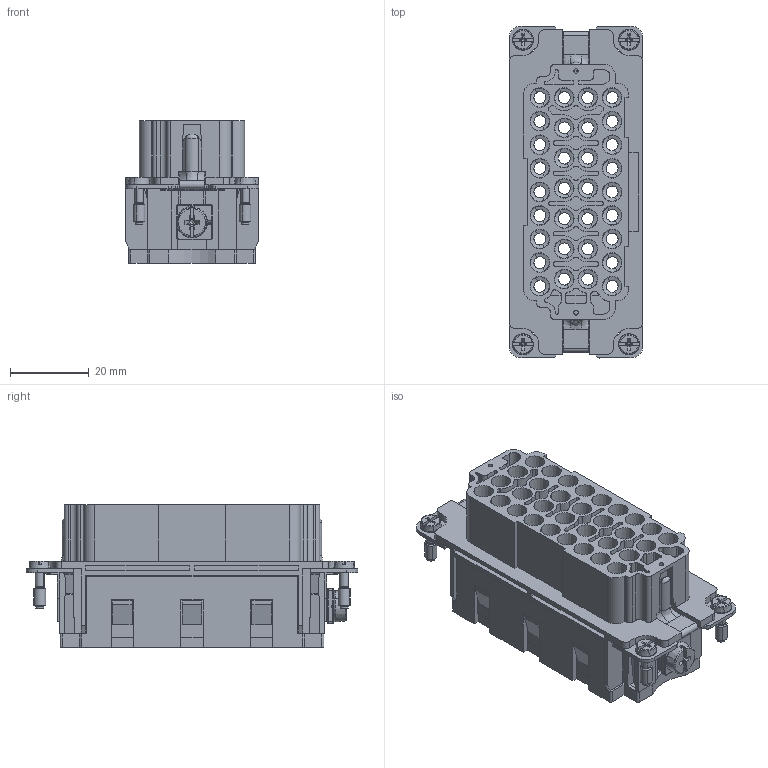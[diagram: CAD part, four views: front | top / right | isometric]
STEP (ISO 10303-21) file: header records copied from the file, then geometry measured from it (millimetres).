
FILE_DESCRIPTION(('CATIA V5 STEP','CAx-IF Rec.Pracs.--- Model Styling and Organization---1.2---2011-12-15'),'2;1');
FILE_NAME ('13455868_2_1018960000_1018960000 HDC HEE 32 FC 33-64.stp','2018-08-20T11:18:13+00:00',('none'),('Weidmueller'),'CATIA Version 5-6 Release 2014 SP4 HF52','CATIA V5 STEP AP214','none');
FILE_SCHEMA(('AUTOMOTIVE_DESIGN { 1 0 10303 214 1 1 1 1 }'));
Products named in the file (1): 1018960000
Bounding box: 34 x 84.5 x 36.2 mm (x, y, z)
Volume: 39043.4 mm3; surface area: 52154.9 mm2
Topology: 1 solids, 1 shells, 2863 faces, 8101 edges, 5177 vertices
Faces by surface type: plane 1529, cylinder 576, cone 436, bspline 132, torus 110, extrusion 68, revolution 8, sphere 4
Entity records: 98656 total; most frequent: CARTESIAN_POINT 30888, ORIENTED_EDGE 16174, DIRECTION 10430, EDGE_CURVE 8087, VERTEX_POINT 5177, VECTOR 4604, LINE 4536, AXIS2_PLACEMENT_3D 3994
